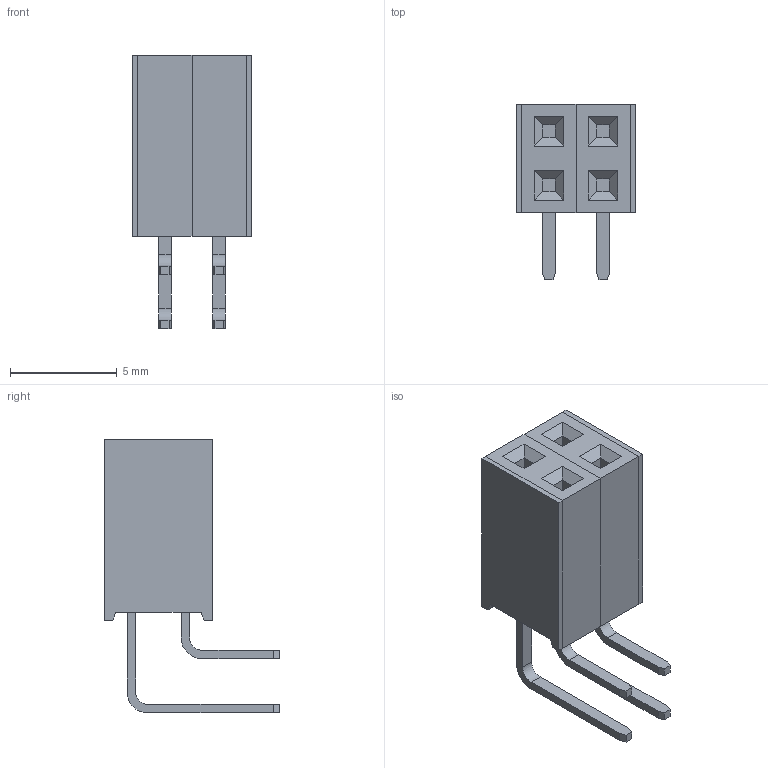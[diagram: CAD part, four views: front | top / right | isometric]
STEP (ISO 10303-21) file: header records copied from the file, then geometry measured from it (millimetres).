
FILE_DESCRIPTION (( 'STEP AP214' ), '1' );
FILE_NAME ('PPPC021LGBN-RC.STEP', '2024-11-27T18:42:06', ( '' ), ( '' ), 'SwSTEP 2.0', 'SolidWorks 2021', '' );
FILE_SCHEMA (( 'AUTOMOTIVE_DESIGN' ));
Length unit declared in the file: millimetre
Products named in the file (3): PPPC022LJBN-RC_C02; PPPC021LGBN-RC; Pin - Gold
Assembly tree (3 placements, depth 2):
  PPPC021LGBN-RC
    PPPC022LJBN-RC_C02
    Pin - Gold  x2
Bounding box: 5.58 x 8.23 x 12.84 mm (x, y, z)
Volume: 237.5 mm3; surface area: 568.7 mm2
Topology: 8 solids, 8 shells, 124 faces, 296 edges, 192 vertices
Faces by surface type: plane 116, cylinder 8
Entity records: 2954 total; most frequent: CARTESIAN_POINT 494, ORIENTED_EDGE 472, DIRECTION 456, EDGE_CURVE 236, VECTOR 228, LINE 228, VERTEX_POINT 152, AXIS2_PLACEMENT_3D 114
